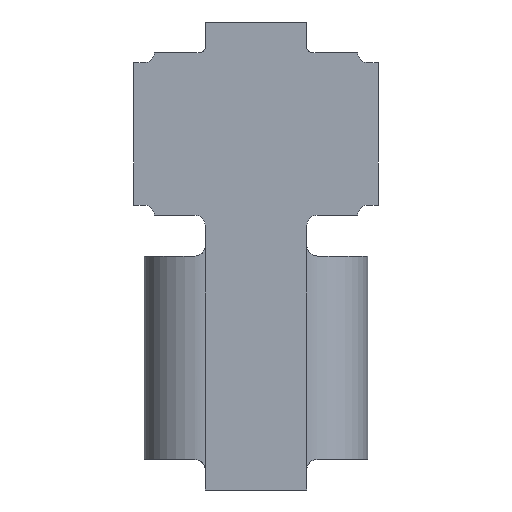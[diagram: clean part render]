
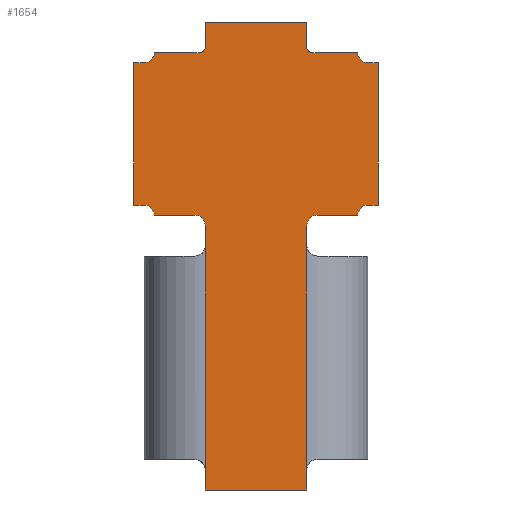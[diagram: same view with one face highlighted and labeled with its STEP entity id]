
A CAD part, front view. The second image highlights one B-rep face of the part: STEP entity #1654.
In plain terms, the highlighted planar face has unit normal (0, -1, 0).
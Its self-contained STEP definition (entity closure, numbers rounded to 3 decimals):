
#18=DIRECTION('',(1.,0.,0.));
#19=VECTOR('',#18,0.225);
#20=CARTESIAN_POINT('',(-0.5,0.,1.45));
#21=LINE('',#20,#19);
#26=DIRECTION('',(0.,0.,1.));
#27=VECTOR('',#26,0.125);
#28=CARTESIAN_POINT('',(-0.25,0.,1.475));
#29=LINE('',#28,#27);
#33=DIRECTION('',(1.,0.,0.));
#34=VECTOR('',#33,0.5);
#35=CARTESIAN_POINT('',(-0.25,0.,1.6));
#36=LINE('',#35,#34);
#40=DIRECTION('',(0.,0.,-1.));
#41=VECTOR('',#40,0.125);
#42=CARTESIAN_POINT('',(0.25,0.,1.6));
#43=LINE('',#42,#41);
#47=DIRECTION('',(1.,0.,0.));
#48=VECTOR('',#47,0.225);
#49=CARTESIAN_POINT('',(0.275,0.,1.45));
#50=LINE('',#49,#48);
#54=DIRECTION('',(1.,0.,0.));
#55=VECTOR('',#54,0.05);
#56=CARTESIAN_POINT('',(0.55,0.,1.4));
#57=LINE('',#56,#55);
#61=DIRECTION('',(0.,0.,-1.));
#62=VECTOR('',#61,0.7);
#63=CARTESIAN_POINT('',(0.6,0.,1.4));
#64=LINE('',#63,#62);
#68=DIRECTION('',(-1.,0.,0.));
#69=VECTOR('',#68,0.05);
#70=CARTESIAN_POINT('',(0.6,0.,0.7));
#71=LINE('',#70,#69);
#75=DIRECTION('',(-1.,0.,0.));
#76=VECTOR('',#75,0.2);
#77=CARTESIAN_POINT('',(0.5,0.,0.65));
#78=LINE('',#77,#76);
#82=DIRECTION('',(0.,0.,-1.));
#83=VECTOR('',#82,0.1);
#84=CARTESIAN_POINT('',(0.25,0.,0.6));
#85=LINE('',#84,#83);
#89=DIRECTION('',(0.,0.,-1.));
#90=VECTOR('',#89,0.1);
#91=CARTESIAN_POINT('',(0.25,0.,-0.6));
#92=LINE('',#91,#90);
#96=DIRECTION('',(-1.,0.,0.));
#97=VECTOR('',#96,0.5);
#98=CARTESIAN_POINT('',(0.25,0.,-0.7));
#99=LINE('',#98,#97);
#103=DIRECTION('',(0.,0.,1.));
#104=VECTOR('',#103,0.1);
#105=CARTESIAN_POINT('',(-0.25,0.,-0.7));
#106=LINE('',#105,#104);
#110=DIRECTION('',(0.,0.,1.));
#111=VECTOR('',#110,0.1);
#112=CARTESIAN_POINT('',(-0.25,0.,0.5));
#113=LINE('',#112,#111);
#117=DIRECTION('',(-1.,0.,0.));
#118=VECTOR('',#117,0.2);
#119=CARTESIAN_POINT('',(-0.3,0.,0.65));
#120=LINE('',#119,#118);
#124=DIRECTION('',(-1.,0.,0.));
#125=VECTOR('',#124,0.05);
#126=CARTESIAN_POINT('',(-0.55,0.,0.7));
#127=LINE('',#126,#125);
#131=DIRECTION('',(0.,0.,1.));
#132=VECTOR('',#131,0.7);
#133=CARTESIAN_POINT('',(-0.6,0.,0.7));
#134=LINE('',#133,#132);
#138=DIRECTION('',(1.,0.,0.));
#139=VECTOR('',#138,0.05);
#140=CARTESIAN_POINT('',(-0.6,0.,1.4));
#141=LINE('',#140,#139);
#167=CARTESIAN_POINT('',(-0.275,0.,1.475));
#168=DIRECTION('',(0.,1.,0.));
#169=DIRECTION('',(1.,0.,0.));
#170=AXIS2_PLACEMENT_3D('',#167,#168,#169);
#329=CARTESIAN_POINT('',(0.275,0.,1.475));
#330=DIRECTION('',(0.,1.,0.));
#331=DIRECTION('',(0.,0.,-1.));
#332=AXIS2_PLACEMENT_3D('',#329,#330,#331);
#367=CARTESIAN_POINT('',(0.55,0.,1.45));
#368=DIRECTION('',(0.,1.,0.));
#369=DIRECTION('',(0.,0.,-1.));
#370=AXIS2_PLACEMENT_3D('',#367,#368,#369);
#411=CARTESIAN_POINT('',(0.55,0.,0.65));
#412=DIRECTION('',(0.,1.,0.));
#413=DIRECTION('',(-1.,0.,0.));
#414=AXIS2_PLACEMENT_3D('',#411,#412,#413);
#441=CARTESIAN_POINT('',(0.3,0.,0.6));
#442=DIRECTION('',(0.,1.,0.));
#443=DIRECTION('',(-1.,0.,0.));
#444=AXIS2_PLACEMENT_3D('',#441,#442,#443);
#677=CARTESIAN_POINT('',(-0.3,0.,0.6));
#678=DIRECTION('',(0.,1.,0.));
#679=DIRECTION('',(0.,0.,1.));
#680=AXIS2_PLACEMENT_3D('',#677,#678,#679);
#707=CARTESIAN_POINT('',(-0.55,0.,0.65));
#708=DIRECTION('',(0.,1.,0.));
#709=DIRECTION('',(0.,0.,1.));
#710=AXIS2_PLACEMENT_3D('',#707,#708,#709);
#751=CARTESIAN_POINT('',(-0.55,0.,1.45));
#752=DIRECTION('',(0.,1.,0.));
#753=DIRECTION('',(1.,0.,0.));
#754=AXIS2_PLACEMENT_3D('',#751,#752,#753);
#759=DIRECTION('',(0.,0.,-1.));
#760=VECTOR('',#759,1.1);
#761=CARTESIAN_POINT('',(-0.25,0.,0.5));
#762=LINE('',#761,#760);
#1065=DIRECTION('',(0.,0.,1.));
#1066=VECTOR('',#1065,1.1);
#1067=CARTESIAN_POINT('',(0.25,0.,-0.6));
#1068=LINE('',#1067,#1066);
#1375=CARTESIAN_POINT('',(0.25,0.,-0.7));
#1376=CARTESIAN_POINT('',(-0.25,0.,-0.7));
#1377=VERTEX_POINT('',#1375);
#1378=VERTEX_POINT('',#1376);
#1431=CARTESIAN_POINT('',(-0.25,0.,1.6));
#1432=CARTESIAN_POINT('',(0.25,0.,1.6));
#1433=VERTEX_POINT('',#1431);
#1434=VERTEX_POINT('',#1432);
#1436=CARTESIAN_POINT('',(0.3,0.,0.65));
#1438=VERTEX_POINT('',#1436);
#1440=CARTESIAN_POINT('',(0.25,0.,0.6));
#1442=VERTEX_POINT('',#1440);
#1444=CARTESIAN_POINT('',(-0.25,0.,0.6));
#1446=VERTEX_POINT('',#1444);
#1448=CARTESIAN_POINT('',(-0.3,0.,0.65));
#1450=VERTEX_POINT('',#1448);
#1452=CARTESIAN_POINT('',(-0.275,0.,1.45));
#1454=VERTEX_POINT('',#1452);
#1456=CARTESIAN_POINT('',(0.275,0.,1.45));
#1458=VERTEX_POINT('',#1456);
#1465=CARTESIAN_POINT('',(0.5,0.,0.65));
#1466=VERTEX_POINT('',#1465);
#1467=CARTESIAN_POINT('',(-0.5,0.,1.45));
#1468=VERTEX_POINT('',#1467);
#1469=CARTESIAN_POINT('',(-0.5,0.,0.65));
#1470=VERTEX_POINT('',#1469);
#1471=CARTESIAN_POINT('',(-0.25,0.,0.5));
#1472=VERTEX_POINT('',#1471);
#1475=CARTESIAN_POINT('',(0.25,0.,0.5));
#1476=VERTEX_POINT('',#1475);
#1481=CARTESIAN_POINT('',(0.5,0.,1.45));
#1482=VERTEX_POINT('',#1481);
#1485=CARTESIAN_POINT('',(-0.25,0.,1.475));
#1486=VERTEX_POINT('',#1485);
#1519=CARTESIAN_POINT('',(-0.25,0.,-0.6));
#1520=VERTEX_POINT('',#1519);
#1521=CARTESIAN_POINT('',(0.25,0.,-0.6));
#1522=VERTEX_POINT('',#1521);
#1535=CARTESIAN_POINT('',(0.6,0.,1.4));
#1536=CARTESIAN_POINT('',(0.6,0.,0.7));
#1537=VERTEX_POINT('',#1535);
#1538=VERTEX_POINT('',#1536);
#1539=CARTESIAN_POINT('',(-0.6,0.,0.7));
#1540=CARTESIAN_POINT('',(-0.6,0.,1.4));
#1541=VERTEX_POINT('',#1539);
#1542=VERTEX_POINT('',#1540);
#1544=CARTESIAN_POINT('',(0.55,0.,1.4));
#1546=VERTEX_POINT('',#1544);
#1548=CARTESIAN_POINT('',(0.55,0.,0.7));
#1550=VERTEX_POINT('',#1548);
#1552=CARTESIAN_POINT('',(-0.55,0.,1.4));
#1554=VERTEX_POINT('',#1552);
#1556=CARTESIAN_POINT('',(-0.55,0.,0.7));
#1558=VERTEX_POINT('',#1556);
#1561=CARTESIAN_POINT('',(0.25,0.,1.475));
#1562=VERTEX_POINT('',#1561);
#1591=CARTESIAN_POINT('',(0.,0.,0.));
#1592=DIRECTION('',(0.,1.,0.));
#1593=DIRECTION('',(1.,0.,0.));
#1594=AXIS2_PLACEMENT_3D('',#1591,#1592,#1593);
#1595=PLANE('',#1594);
#1597=ORIENTED_EDGE('',*,*,#1596,.T.);
#1599=ORIENTED_EDGE('',*,*,#1598,.F.);
#1601=ORIENTED_EDGE('',*,*,#1600,.T.);
#1603=ORIENTED_EDGE('',*,*,#1602,.T.);
#1605=ORIENTED_EDGE('',*,*,#1604,.T.);
#1607=ORIENTED_EDGE('',*,*,#1606,.F.);
#1609=ORIENTED_EDGE('',*,*,#1608,.T.);
#1611=ORIENTED_EDGE('',*,*,#1610,.F.);
#1613=ORIENTED_EDGE('',*,*,#1612,.T.);
#1615=ORIENTED_EDGE('',*,*,#1614,.T.);
#1617=ORIENTED_EDGE('',*,*,#1616,.T.);
#1619=ORIENTED_EDGE('',*,*,#1618,.F.);
#1621=ORIENTED_EDGE('',*,*,#1620,.T.);
#1623=ORIENTED_EDGE('',*,*,#1622,.F.);
#1625=ORIENTED_EDGE('',*,*,#1624,.T.);
#1627=ORIENTED_EDGE('',*,*,#1626,.F.);
#1629=ORIENTED_EDGE('',*,*,#1628,.T.);
#1631=ORIENTED_EDGE('',*,*,#1630,.T.);
#1633=ORIENTED_EDGE('',*,*,#1632,.T.);
#1635=ORIENTED_EDGE('',*,*,#1634,.F.);
#1637=ORIENTED_EDGE('',*,*,#1636,.T.);
#1639=ORIENTED_EDGE('',*,*,#1638,.F.);
#1641=ORIENTED_EDGE('',*,*,#1640,.T.);
#1643=ORIENTED_EDGE('',*,*,#1642,.F.);
#1645=ORIENTED_EDGE('',*,*,#1644,.T.);
#1647=ORIENTED_EDGE('',*,*,#1646,.T.);
#1649=ORIENTED_EDGE('',*,*,#1648,.T.);
#1651=ORIENTED_EDGE('',*,*,#1650,.F.);
#1652=EDGE_LOOP('',(#1597,#1599,#1601,#1603,#1605,#1607,#1609,#1611,#1613,#1615,
#1617,#1619,#1621,#1623,#1625,#1627,#1629,#1631,#1633,#1635,#1637,#1639,#1641,
#1643,#1645,#1647,#1649,#1651));
#1653=FACE_OUTER_BOUND('',#1652,.F.);
#1654=ADVANCED_FACE('',(#1653),#1595,.F.);
#171=CIRCLE('',#170,0.025);
#333=CIRCLE('',#332,0.025);
#371=CIRCLE('',#370,0.05);
#415=CIRCLE('',#414,0.05);
#445=CIRCLE('',#444,0.05);
#681=CIRCLE('',#680,0.05);
#711=CIRCLE('',#710,0.05);
#755=CIRCLE('',#754,0.05);
#1596=EDGE_CURVE('',#1468,#1454,#21,.T.);
#1598=EDGE_CURVE('',#1486,#1454,#171,.T.);
#1600=EDGE_CURVE('',#1486,#1433,#29,.T.);
#1602=EDGE_CURVE('',#1433,#1434,#36,.T.);
#1604=EDGE_CURVE('',#1434,#1562,#43,.T.);
#1606=EDGE_CURVE('',#1458,#1562,#333,.T.);
#1608=EDGE_CURVE('',#1458,#1482,#50,.T.);
#1610=EDGE_CURVE('',#1546,#1482,#371,.T.);
#1612=EDGE_CURVE('',#1546,#1537,#57,.T.);
#1614=EDGE_CURVE('',#1537,#1538,#64,.T.);
#1616=EDGE_CURVE('',#1538,#1550,#71,.T.);
#1618=EDGE_CURVE('',#1466,#1550,#415,.T.);
#1620=EDGE_CURVE('',#1466,#1438,#78,.T.);
#1622=EDGE_CURVE('',#1442,#1438,#445,.T.);
#1624=EDGE_CURVE('',#1442,#1476,#85,.T.);
#1626=EDGE_CURVE('',#1522,#1476,#1068,.T.);
#1628=EDGE_CURVE('',#1522,#1377,#92,.T.);
#1630=EDGE_CURVE('',#1377,#1378,#99,.T.);
#1632=EDGE_CURVE('',#1378,#1520,#106,.T.);
#1634=EDGE_CURVE('',#1472,#1520,#762,.T.);
#1636=EDGE_CURVE('',#1472,#1446,#113,.T.);
#1638=EDGE_CURVE('',#1450,#1446,#681,.T.);
#1640=EDGE_CURVE('',#1450,#1470,#120,.T.);
#1642=EDGE_CURVE('',#1558,#1470,#711,.T.);
#1644=EDGE_CURVE('',#1558,#1541,#127,.T.);
#1646=EDGE_CURVE('',#1541,#1542,#134,.T.);
#1648=EDGE_CURVE('',#1542,#1554,#141,.T.);
#1650=EDGE_CURVE('',#1468,#1554,#755,.T.);
